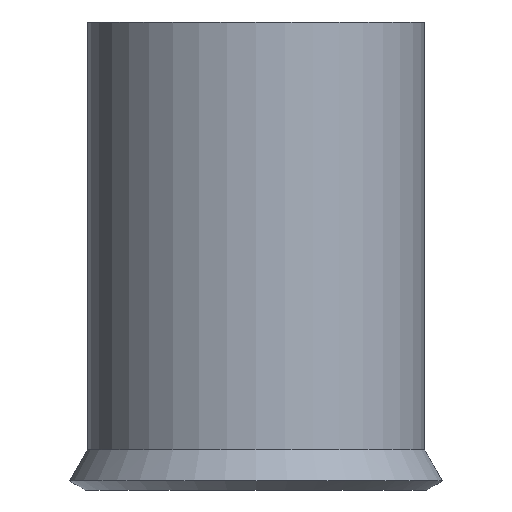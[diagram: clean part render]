
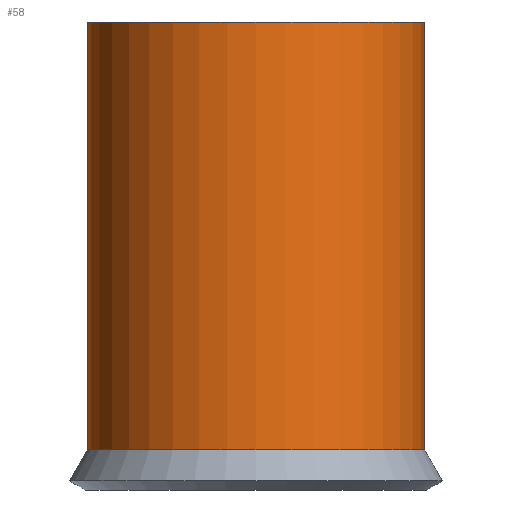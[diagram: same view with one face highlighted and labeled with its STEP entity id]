
A CAD part, front view. The second image highlights one B-rep face of the part: STEP entity #58.
In plain terms, the highlighted cylindrical face has radius 3.275 mm (diameter 6.55 mm), a partial arc.
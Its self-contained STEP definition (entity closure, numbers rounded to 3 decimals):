
#39=CYLINDRICAL_SURFACE('',#190,3.275);
#44=LINE('',#290,#50);
#45=LINE('',#299,#51);
#50=VECTOR('',#220,1.);
#51=VECTOR('',#223,1.);
#58=ADVANCED_FACE('',(#69),#39,.T.);
#69=FACE_OUTER_BOUND('',#77,.T.);
#77=EDGE_LOOP('',(#113,#114,#115,#116));
#83=CIRCLE('',#185,3.275);
#84=CIRCLE('',#189,3.275);
#113=ORIENTED_EDGE('',*,*,#147,.T.);
#114=ORIENTED_EDGE('',*,*,#144,.F.);
#115=ORIENTED_EDGE('',*,*,#149,.F.);
#116=ORIENTED_EDGE('',*,*,#150,.T.);
#129=VERTEX_POINT('',#278);
#130=VERTEX_POINT('',#280);
#131=VERTEX_POINT('',#289);
#132=VERTEX_POINT('',#298);
#144=EDGE_CURVE('',#129,#130,#83,.T.);
#147=EDGE_CURVE('',#131,#130,#44,.T.);
#149=EDGE_CURVE('',#132,#129,#45,.T.);
#150=EDGE_CURVE('',#132,#131,#84,.T.);
#185=AXIS2_PLACEMENT_3D('',#279,#215,#216);
#189=AXIS2_PLACEMENT_3D('',#301,#226,#227);
#190=AXIS2_PLACEMENT_3D('',#302,#228,#229);
#215=DIRECTION('',(0.,0.,1.));
#216=DIRECTION('',(-0.95,0.313,0.));
#220=DIRECTION('',(0.,0.,1.));
#223=DIRECTION('',(0.,0.,1.));
#226=DIRECTION('',(0.,0.,1.));
#227=DIRECTION('',(-0.95,0.313,0.));
#228=DIRECTION('',(0.,0.,1.));
#229=DIRECTION('',(1.,0.,0.));
#278=CARTESIAN_POINT('',(-3.11,1.025,9.1));
#279=CARTESIAN_POINT('',(0.,0.,9.1));
#280=CARTESIAN_POINT('',(3.11,1.025,9.1));
#289=CARTESIAN_POINT('',(3.11,1.025,0.781));
#290=CARTESIAN_POINT('',(3.11,1.025,0.781));
#298=CARTESIAN_POINT('',(-3.11,1.025,0.781));
#299=CARTESIAN_POINT('',(-3.11,1.025,0.781));
#301=CARTESIAN_POINT('',(0.,0.,0.781));
#302=CARTESIAN_POINT('',(0.,0.,-0.455));
